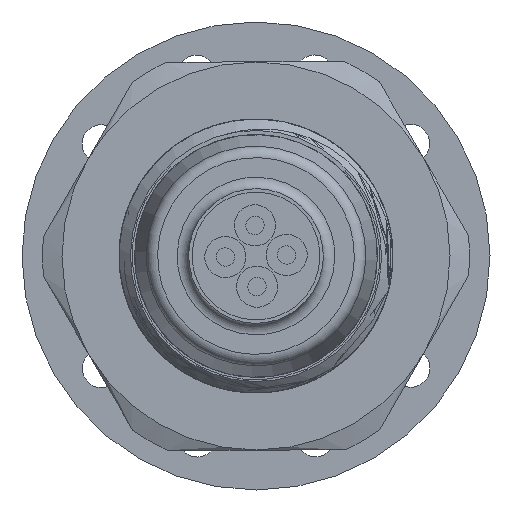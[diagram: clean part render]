
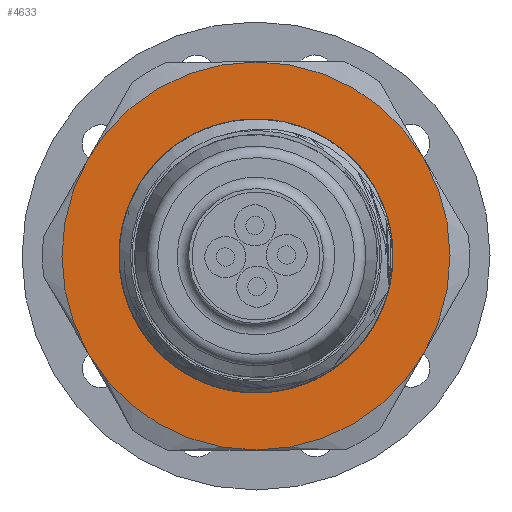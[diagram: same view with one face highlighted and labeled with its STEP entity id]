
A CAD part, left-side view. The second image highlights one B-rep face of the part: STEP entity #4633.
In plain terms, the highlighted planar face has unit normal (-1, 0, 0).
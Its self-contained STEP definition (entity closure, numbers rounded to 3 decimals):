
#327=PLANE('',#5786);
#1601=ORIENTED_EDGE('',*,*,#2479,.T.);
#1602=ORIENTED_EDGE('',*,*,#2480,.F.);
#1603=ORIENTED_EDGE('',*,*,#2481,.F.);
#1604=ORIENTED_EDGE('',*,*,#2482,.F.);
#1605=ORIENTED_EDGE('',*,*,#2483,.F.);
#1606=ORIENTED_EDGE('',*,*,#2484,.F.);
#1607=ORIENTED_EDGE('',*,*,#2485,.F.);
#2479=EDGE_CURVE('',#2982,#2982,#3257,.T.);
#2480=EDGE_CURVE('',#2963,#2969,#3258,.T.);
#2481=EDGE_CURVE('',#2957,#2963,#3259,.T.);
#2482=EDGE_CURVE('',#2951,#2957,#3260,.T.);
#2483=EDGE_CURVE('',#2981,#2951,#3261,.T.);
#2484=EDGE_CURVE('',#2975,#2981,#3262,.T.);
#2485=EDGE_CURVE('',#2969,#2975,#3263,.T.);
#2951=VERTEX_POINT('',#12860);
#2957=VERTEX_POINT('',#12885);
#2963=VERTEX_POINT('',#12910);
#2969=VERTEX_POINT('',#12935);
#2975=VERTEX_POINT('',#12960);
#2981=VERTEX_POINT('',#12985);
#2982=VERTEX_POINT('',#12992);
#3257=CIRCLE('',#5787,5.959);
#3258=CIRCLE('',#5788,8.5);
#3259=CIRCLE('',#5789,8.5);
#3260=CIRCLE('',#5790,8.5);
#3261=CIRCLE('',#5791,8.5);
#3262=CIRCLE('',#5792,8.5);
#3263=CIRCLE('',#5793,8.5);
#3636=EDGE_LOOP('',(#1601));
#3637=EDGE_LOOP('',(#1602,#1603,#1604,#1605,#1606,#1607));
#4110=FACE_BOUND('',#3636,.T.);
#4111=FACE_BOUND('',#3637,.T.);
#4633=ADVANCED_FACE('',(#4110,#4111),#327,.F.);
#5786=AXIS2_PLACEMENT_3D('',#12990,#6824,#6825);
#5787=AXIS2_PLACEMENT_3D('',#12991,#6826,#6827);
#5788=AXIS2_PLACEMENT_3D('',#12993,#6828,#6829);
#5789=AXIS2_PLACEMENT_3D('',#12994,#6830,#6831);
#5790=AXIS2_PLACEMENT_3D('',#12995,#6832,#6833);
#5791=AXIS2_PLACEMENT_3D('',#12996,#6834,#6835);
#5792=AXIS2_PLACEMENT_3D('',#12997,#6836,#6837);
#5793=AXIS2_PLACEMENT_3D('',#12998,#6838,#6839);
#6824=DIRECTION('',(1.,0.,0.));
#6825=DIRECTION('',(0.,0.,-1.));
#6826=DIRECTION('',(1.,0.,0.));
#6827=DIRECTION('',(0.,0.,-1.));
#6828=DIRECTION('',(1.,0.,0.));
#6829=DIRECTION('',(0.,0.,-1.));
#6830=DIRECTION('',(1.,0.,0.));
#6831=DIRECTION('',(0.,0.,-1.));
#6832=DIRECTION('',(1.,0.,0.));
#6833=DIRECTION('',(0.,0.,-1.));
#6834=DIRECTION('',(1.,0.,0.));
#6835=DIRECTION('',(0.,0.,-1.));
#6836=DIRECTION('',(1.,0.,0.));
#6837=DIRECTION('',(0.,0.,-1.));
#6838=DIRECTION('',(1.,0.,0.));
#6839=DIRECTION('',(0.,0.,-1.));
#12860=CARTESIAN_POINT('',(-3.,-4.25,-7.361));
#12885=CARTESIAN_POINT('',(-3.,4.25,-7.361));
#12910=CARTESIAN_POINT('',(-3.,8.5,0.));
#12935=CARTESIAN_POINT('',(-3.,4.25,7.361));
#12960=CARTESIAN_POINT('',(-3.,-4.25,7.361));
#12985=CARTESIAN_POINT('',(-3.,-8.5,0.));
#12990=CARTESIAN_POINT('',(-3.,0.,0.));
#12991=CARTESIAN_POINT('',(-3.,0.,0.));
#12992=CARTESIAN_POINT('',(-3.,0.,-5.959));
#12993=CARTESIAN_POINT('',(-3.,0.,0.));
#12994=CARTESIAN_POINT('',(-3.,0.,0.));
#12995=CARTESIAN_POINT('',(-3.,0.,0.));
#12996=CARTESIAN_POINT('',(-3.,0.,0.));
#12997=CARTESIAN_POINT('',(-3.,0.,0.));
#12998=CARTESIAN_POINT('',(-3.,0.,0.));
